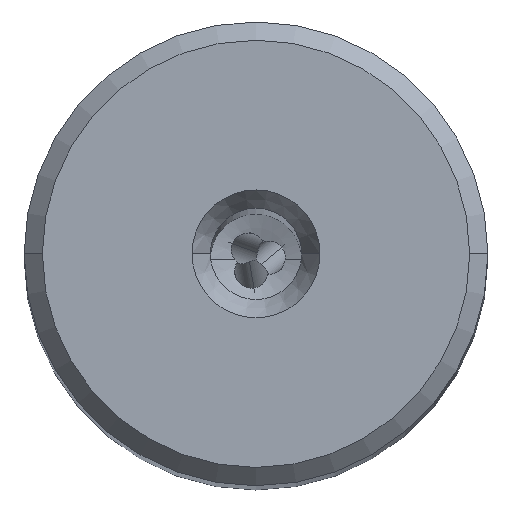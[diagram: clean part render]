
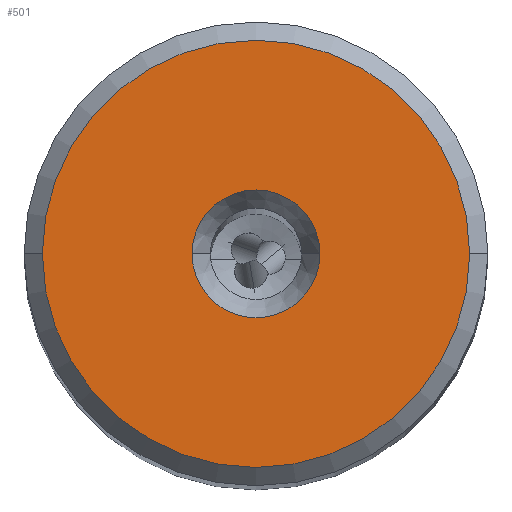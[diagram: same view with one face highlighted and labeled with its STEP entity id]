
A CAD part, top view. The second image highlights one B-rep face of the part: STEP entity #501.
In plain terms, the highlighted planar face has unit normal (0, 0, 1).
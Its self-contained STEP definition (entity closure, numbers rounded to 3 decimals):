
#331=PLANE('',#7012);
#394=FACE_BOUND('',#1254,.T.);
#395=FACE_BOUND('',#1255,.T.);
#501=ADVANCED_FACE('',(#394,#395),#331,.T.);
#1254=EDGE_LOOP('',(#3065,#3066,#3067,#3068));
#1255=EDGE_LOOP('',(#3069,#3070));
#1603=CIRCLE('',#7005,3.5);
#1604=CIRCLE('',#7007,11.7);
#1605=CIRCLE('',#7008,11.7);
#1606=CIRCLE('',#7009,11.7);
#1607=CIRCLE('',#7010,11.7);
#1608=CIRCLE('',#7011,3.5);
#3065=ORIENTED_EDGE('',*,*,#5556,.F.);
#3066=ORIENTED_EDGE('',*,*,#5557,.T.);
#3067=ORIENTED_EDGE('',*,*,#5558,.T.);
#3068=ORIENTED_EDGE('',*,*,#5559,.F.);
#3069=ORIENTED_EDGE('',*,*,#5555,.F.);
#3070=ORIENTED_EDGE('',*,*,#5560,.F.);
#4766=VERTEX_POINT('',#12587);
#4767=VERTEX_POINT('',#12589);
#4768=VERTEX_POINT('',#12593);
#4769=VERTEX_POINT('',#12594);
#4770=VERTEX_POINT('',#12596);
#4771=VERTEX_POINT('',#12598);
#5555=EDGE_CURVE('',#4767,#4766,#1603,.T.);
#5556=EDGE_CURVE('',#4768,#4769,#1604,.T.);
#5557=EDGE_CURVE('',#4768,#4770,#1605,.T.);
#5558=EDGE_CURVE('',#4770,#4771,#1606,.T.);
#5559=EDGE_CURVE('',#4769,#4771,#1607,.T.);
#5560=EDGE_CURVE('',#4766,#4767,#1608,.T.);
#7005=AXIS2_PLACEMENT_3D('',#12590,#8080,#8081);
#7007=AXIS2_PLACEMENT_3D('',#12592,#8084,#8085);
#7008=AXIS2_PLACEMENT_3D('',#12595,#8086,#8087);
#7009=AXIS2_PLACEMENT_3D('',#12597,#8088,#8089);
#7010=AXIS2_PLACEMENT_3D('',#12599,#8090,#8091);
#7011=AXIS2_PLACEMENT_3D('',#12600,#8092,#8093);
#7012=AXIS2_PLACEMENT_3D('',#12601,#8094,#8095);
#8080=DIRECTION('',(0.,0.,1.));
#8081=DIRECTION('',(-1.,0.,0.));
#8084=DIRECTION('',(0.,0.,-1.));
#8085=DIRECTION('',(-1.,0.001,0.));
#8086=DIRECTION('',(0.,0.,1.));
#8087=DIRECTION('',(-1.,0.001,0.));
#8088=DIRECTION('',(0.,0.,1.));
#8089=DIRECTION('',(1.,-0.001,0.));
#8090=DIRECTION('',(0.,0.,-1.));
#8091=DIRECTION('',(1.,-0.001,0.));
#8092=DIRECTION('',(0.,0.,1.));
#8093=DIRECTION('',(1.,0.,0.));
#8094=DIRECTION('',(0.,0.,1.));
#8095=DIRECTION('',(1.,0.,0.));
#12587=CARTESIAN_POINT('',(3.5,0.,0.));
#12589=CARTESIAN_POINT('',(-3.5,0.,0.));
#12590=CARTESIAN_POINT('',(0.,0.,0.));
#12592=CARTESIAN_POINT('',(0.,0.,0.));
#12593=CARTESIAN_POINT('',(-11.7,0.014,0.));
#12594=CARTESIAN_POINT('',(11.7,0.,0.));
#12595=CARTESIAN_POINT('',(0.,0.,0.));
#12596=CARTESIAN_POINT('',(-11.7,0.,0.));
#12597=CARTESIAN_POINT('',(0.,0.,0.));
#12598=CARTESIAN_POINT('',(11.7,-0.014,0.));
#12599=CARTESIAN_POINT('',(0.,0.,0.));
#12600=CARTESIAN_POINT('',(0.,0.,0.));
#12601=CARTESIAN_POINT('',(0.,0.,0.));
